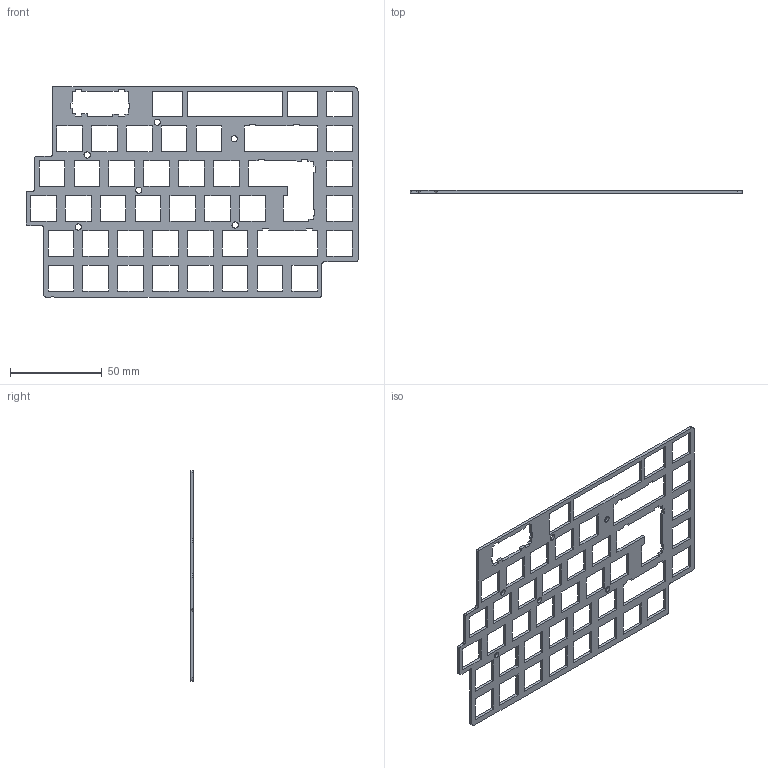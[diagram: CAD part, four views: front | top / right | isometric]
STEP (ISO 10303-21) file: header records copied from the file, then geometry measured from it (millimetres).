
FILE_DESCRIPTION (( 'STEP AP214' ), '1' );
FILE_NAME ('NB-102-0118_snap_right_pcb_plate.STEP', '2022-02-08T07:02:52', ( '' ), ( '' ), 'SwSTEP 2.0', 'SolidWorks 2020', '' );
FILE_SCHEMA (( 'AUTOMOTIVE_DESIGN' ));
Length unit declared in the file: millimetre
Products named in the file (1): NB-102-0118_snap_right_pcb_plate
Bounding box: 181 x 1.6 x 115 mm (x, y, z)
Volume: 13870 mm3; surface area: 22834.8 mm2
Topology: 1 solids, 1 shells, 288 faces, 858 edges, 572 vertices
Faces by surface type: plane 263, cylinder 25
Entity records: 9746 total; most frequent: CARTESIAN_POINT 1719, ORIENTED_EDGE 1716, DIRECTION 1486, EDGE_CURVE 858, LINE 808, VECTOR 808, VERTEX_POINT 572, EDGE_LOOP 388
